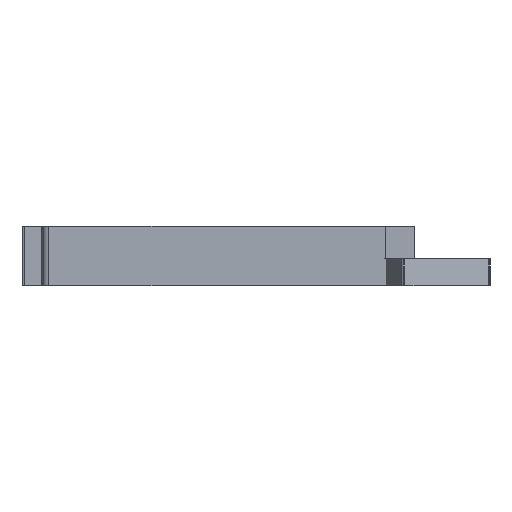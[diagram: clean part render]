
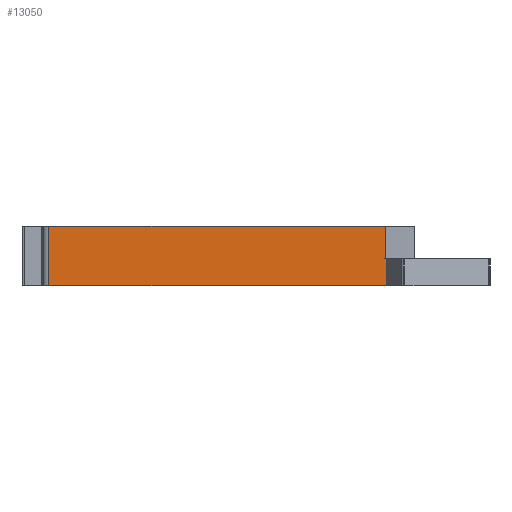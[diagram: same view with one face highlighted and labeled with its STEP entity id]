
A CAD part, left-side view. The second image highlights one B-rep face of the part: STEP entity #13050.
In plain terms, the highlighted planar face has unit normal (-1, 0, 0).
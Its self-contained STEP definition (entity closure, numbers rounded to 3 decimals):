
#307 = PLANE ( 'NONE',  #751 ) ;
#558 = EDGE_CURVE ( 'NONE', #653, #14270, #11126, .T. ) ;
#653 = VERTEX_POINT ( 'NONE', #1985 ) ;
#751 = AXIS2_PLACEMENT_3D ( 'NONE', #3891, #777, #15143 ) ;
#777 = DIRECTION ( 'NONE',  ( -1., 0., 0. ) ) ;
#1261 = EDGE_LOOP ( 'NONE', ( #12149, #12423, #3861, #9948, #4165, #7258 ) ) ;
#1471 = FACE_OUTER_BOUND ( 'NONE', #1261, .T. ) ;
#1558 = LINE ( 'NONE', #14453, #9644 ) ;
#1746 = LINE ( 'NONE', #8930, #8751 ) ;
#1985 = CARTESIAN_POINT ( 'NONE',  ( 162.585, -49.155, -2. ) ) ;
#2441 = CARTESIAN_POINT ( 'NONE',  ( 162.585, -120.425, 0. ) ) ;
#2774 = DIRECTION ( 'NONE',  ( 0., 0., 1. ) ) ;
#3754 = DIRECTION ( 'NONE',  ( 0., 1., 0. ) ) ;
#3861 = ORIENTED_EDGE ( 'NONE', *, *, #9939, .T. ) ;
#3891 = CARTESIAN_POINT ( 'NONE',  ( 162.585, -47.655, 0. ) ) ;
#4165 = ORIENTED_EDGE ( 'NONE', *, *, #12023, .T. ) ;
#4366 = EDGE_CURVE ( 'NONE', #15095, #5112, #1558, .T. ) ;
#4631 = CARTESIAN_POINT ( 'NONE',  ( 162.585, -120.425, 3.65 ) ) ;
#4975 = LINE ( 'NONE', #8632, #12471 ) ;
#5043 = VERTEX_POINT ( 'NONE', #14265 ) ;
#5112 = VERTEX_POINT ( 'NONE', #13315 ) ;
#6250 = CARTESIAN_POINT ( 'NONE',  ( 162.585, -120.425, 0. ) ) ;
#6531 = CARTESIAN_POINT ( 'NONE',  ( 162.585, -49.155, 0. ) ) ;
#6996 = LINE ( 'NONE', #2441, #14691 ) ;
#7258 = ORIENTED_EDGE ( 'NONE', *, *, #14905, .F. ) ;
#7688 = DIRECTION ( 'NONE',  ( 0., -1., 0. ) ) ;
#7751 = VECTOR ( 'NONE', #2774, 1000. ) ;
#8632 = CARTESIAN_POINT ( 'NONE',  ( 162.585, -47.655, -2. ) ) ;
#8654 = LINE ( 'NONE', #6250, #14003 ) ;
#8751 = VECTOR ( 'NONE', #7688, 1000. ) ;
#8930 = CARTESIAN_POINT ( 'NONE',  ( 162.585, -47.655, 10.5 ) ) ;
#9644 = VECTOR ( 'NONE', #3754, 1000. ) ;
#9769 = DIRECTION ( 'NONE',  ( 0., 0., 1. ) ) ;
#9939 = EDGE_CURVE ( 'NONE', #5043, #15095, #6996, .T. ) ;
#9948 = ORIENTED_EDGE ( 'NONE', *, *, #4366, .T. ) ;
#10422 = CARTESIAN_POINT ( 'NONE',  ( 162.585, -120.425, 10.5 ) ) ;
#11126 = LINE ( 'NONE', #6531, #7751 ) ;
#12023 = EDGE_CURVE ( 'NONE', #5112, #12575, #8654, .T. ) ;
#12149 = ORIENTED_EDGE ( 'NONE', *, *, #558, .F. ) ;
#12423 = ORIENTED_EDGE ( 'NONE', *, *, #13218, .F. ) ;
#12471 = VECTOR ( 'NONE', #14514, 1000. ) ;
#12575 = VERTEX_POINT ( 'NONE', #10422 ) ;
#12853 = DIRECTION ( 'NONE',  ( 0., 0., 1. ) ) ;
#13041 = CARTESIAN_POINT ( 'NONE',  ( 162.585, -49.155, 10.5 ) ) ;
#13050 = ADVANCED_FACE ( 'NONE', ( #1471 ), #307, .T. ) ;
#13218 = EDGE_CURVE ( 'NONE', #5043, #653, #4975, .T. ) ;
#13315 = CARTESIAN_POINT ( 'NONE',  ( 162.585, -120.425, 3.65 ) ) ;
#14003 = VECTOR ( 'NONE', #9769, 1000. ) ;
#14265 = CARTESIAN_POINT ( 'NONE',  ( 162.585, -120.425, -2. ) ) ;
#14270 = VERTEX_POINT ( 'NONE', #13041 ) ;
#14453 = CARTESIAN_POINT ( 'NONE',  ( 162.585, -70.975, 3.65 ) ) ;
#14514 = DIRECTION ( 'NONE',  ( 0., 1., 0. ) ) ;
#14691 = VECTOR ( 'NONE', #12853, 1000. ) ;
#14905 = EDGE_CURVE ( 'NONE', #14270, #12575, #1746, .T. ) ;
#15095 = VERTEX_POINT ( 'NONE', #4631 ) ;
#15143 = DIRECTION ( 'NONE',  ( 0., 0., 1. ) ) ;
